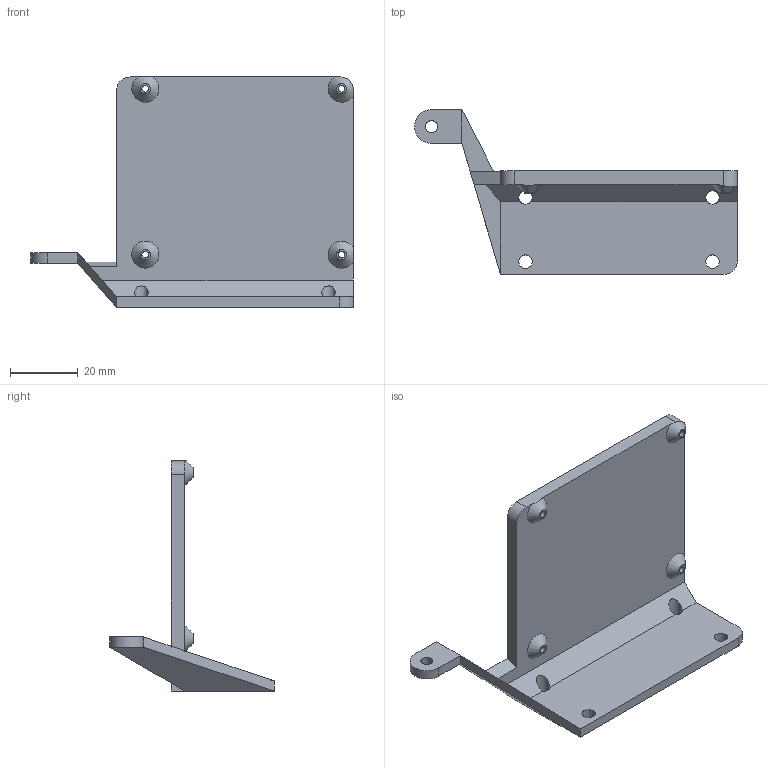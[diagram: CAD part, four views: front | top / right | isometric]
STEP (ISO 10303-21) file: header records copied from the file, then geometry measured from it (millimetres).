
FILE_DESCRIPTION(/* description */ (''),/* implementation_level */ '2;1');
FILE_NAME(/* name */ 'Pi_holder.step',/* time_stamp */ '2025-04-01T21:32:31+01:00',/* author */ (''),/* organization */ (''),/* preprocessor_version */ 'ST-DEVELOPER v20.1',/* originating_system */ 'Autodesk Translation Framework v14.4.0.0',/* authorisation */ '');
FILE_SCHEMA (('AUTOMOTIVE_DESIGN { 1 0 10303 214 3 1 1 }'));
Length unit declared in the file: millimetre
Products named in the file (1): (Unsaved)
Bounding box: 95.4 x 48.64 x 68 mm (x, y, z)
Volume: 26601.3 mm3; surface area: 15680.6 mm2
Topology: 1 solids, 1 shells, 42 faces, 113 edges, 72 vertices
Faces by surface type: plane 25, cylinder 13, cone 4
Full cylindrical faces by diameter (mm): 2 x4, 3.5 x1, 4 x4
Entity records: 1389 total; most frequent: CARTESIAN_POINT 252, DIRECTION 230, ORIENTED_EDGE 226, EDGE_CURVE 113, AXIS2_PLACEMENT_3D 81, VERTEX_POINT 72, LINE 68, VECTOR 68
